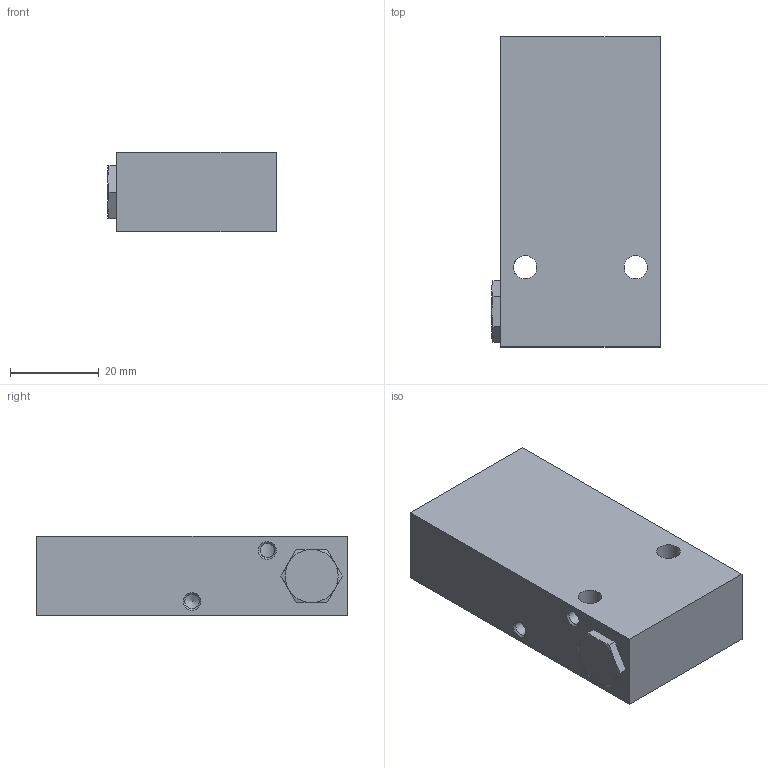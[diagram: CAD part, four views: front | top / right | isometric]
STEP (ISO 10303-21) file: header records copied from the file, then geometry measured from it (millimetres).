
FILE_DESCRIPTION(/* description */ ('STEP AP214'),/* implementation_level */ '2;1');
FILE_NAME(/* name */ '3344_PE-1_8',/* time_stamp */ '2024-09-13T17:22:05+02:00',/* author */ ('License CC BY-ND 4.0'),/* organization */ ('CADENAS'),/* preprocessor_version */ 'ST-DEVELOPER v19.3',/* originating_system */ 'PARTsolutions',/* authorisation */ ' ');
FILE_SCHEMA (('AUTOMOTIVE_DESIGN {1 0 10303 214 3 1 1}'));
Length unit declared in the file: millimetre
Products named in the file (1): 3344 PE-1/8
Bounding box: 38 x 70 x 18 mm (x, y, z)
Volume: 44319.6 mm3; surface area: 9710 mm2
Topology: 1 solids, 1 shells, 29 faces, 67 edges, 42 vertices
Faces by surface type: plane 14, cone 10, cylinder 5
Full cylindrical faces by diameter (mm): 3.242 x2, 5.3 x2, 8.566 x1
Entity records: 817 total; most frequent: CARTESIAN_POINT 179, DIRECTION 120, ORIENTED_EDGE 110, EDGE_CURVE 55, AXIS2_PLACEMENT_3D 48, FACE_BOUND 47, EDGE_LOOP 46, VERTEX_POINT 40
